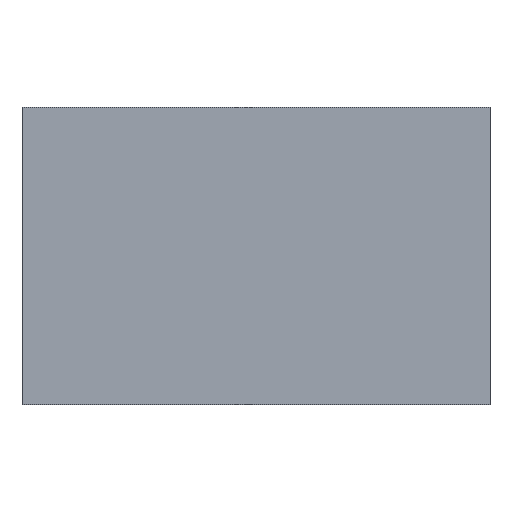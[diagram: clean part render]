
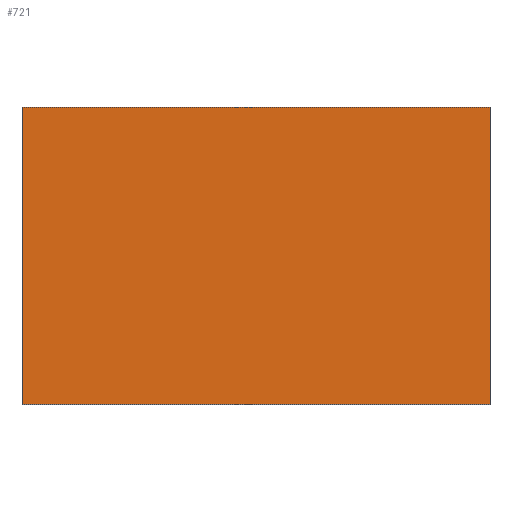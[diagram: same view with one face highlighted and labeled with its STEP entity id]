
A CAD part, top view. The second image highlights one B-rep face of the part: STEP entity #721.
In plain terms, the highlighted planar face has unit normal (0, 0, 1).
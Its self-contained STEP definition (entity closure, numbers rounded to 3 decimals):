
#57=FACE_OUTER_BOUND('',#101,.T.);
#101=EDGE_LOOP('',(#557,#558,#559,#560));
#171=LINE('',#1121,#251);
#172=LINE('',#1124,#252);
#173=LINE('',#1126,#253);
#174=LINE('',#1127,#254);
#251=VECTOR('',#922,0.711);
#252=VECTOR('',#925,1.12);
#253=VECTOR('',#926,1.12);
#254=VECTOR('',#927,0.711);
#333=VERTEX_POINT('',#1117);
#334=VERTEX_POINT('',#1119);
#335=VERTEX_POINT('',#1123);
#336=VERTEX_POINT('',#1125);
#415=EDGE_CURVE('',#333,#334,#171,.T.);
#416=EDGE_CURVE('',#335,#333,#172,.T.);
#417=EDGE_CURVE('',#336,#334,#173,.T.);
#418=EDGE_CURVE('',#335,#336,#174,.T.);
#557=ORIENTED_EDGE('',*,*,#416,.T.);
#558=ORIENTED_EDGE('',*,*,#415,.T.);
#559=ORIENTED_EDGE('',*,*,#417,.F.);
#560=ORIENTED_EDGE('',*,*,#418,.F.);
#677=PLANE('',#790);
#721=ADVANCED_FACE('',(#57),#677,.T.);
#790=AXIS2_PLACEMENT_3D('',#1122,#923,#924);
#922=DIRECTION('',(0.,-1.,0.));
#923=DIRECTION('center_axis',(0.,0.,
1.));
#924=DIRECTION('ref_axis',(-1.,0.,0.));
#925=DIRECTION('',(-1.,0.,0.));
#926=DIRECTION('',(-1.,0.,0.));
#927=DIRECTION('',(0.,-1.,0.));
#1117=CARTESIAN_POINT('',(-0.56,0.355,0.66));
#1119=CARTESIAN_POINT('',(-0.56,-0.355,0.66));
#1121=CARTESIAN_POINT('',(-0.56,0.355,0.66));
#1122=CARTESIAN_POINT('Origin',(0.548,0.355,0.66));
#1123=CARTESIAN_POINT('',(0.56,0.355,0.66));
#1124=CARTESIAN_POINT('',(-0.548,0.355,0.66));
#1125=CARTESIAN_POINT('',(0.56,-0.355,0.66));
#1126=CARTESIAN_POINT('',(-0.548,-0.355,0.66));
#1127=CARTESIAN_POINT('',(0.56,0.355,0.66));
